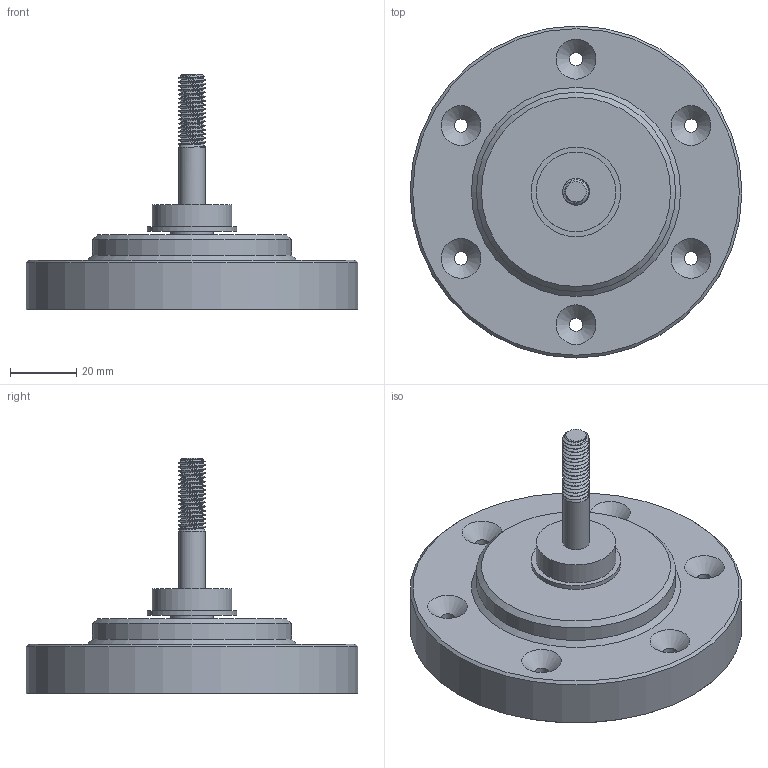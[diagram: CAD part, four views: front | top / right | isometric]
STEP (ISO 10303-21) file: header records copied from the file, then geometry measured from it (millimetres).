
FILE_DESCRIPTION(/* description */ (''),/* implementation_level */ '2;1');
FILE_NAME(/* name */ 'BASE_CENTRALE v4.step',/* time_stamp */ '2020-11-18T16:15:54+01:00',/* author */ (''),/* organization */ (''),/* preprocessor_version */ 'ST-DEVELOPER v18.1',/* originating_system */ 'Autodesk Translation Framework v9.3.0.1241',/* authorisation */ '');
FILE_SCHEMA (('AUTOMOTIVE_DESIGN { 1 0 10303 214 3 1 1 }'));
Length unit declared in the file: millimetre
Products named in the file (3): BASE_CENTRALE; 90854A415; F628Z
Assembly tree (2 placements, depth 2):
  BASE_CENTRALE
    90854A415
    F628Z
Bounding box: 100 x 100 x 71 mm (x, y, z)
Volume: 142643.1 mm3; surface area: 27218.4 mm2
Topology: 3 solids, 3 shells, 148 faces, 363 edges, 232 vertices
Faces by surface type: cylinder 49, plane 45, cone 27, bspline 27
Full cylindrical faces by diameter (mm): 4 x6, 6.376 x16, 8 x19, 13 x1, 24 x1, 27 x1, 60 x1, 100 x1
Entity records: 9967 total; most frequent: CARTESIAN_POINT 6722, ORIENTED_EDGE 726, DIRECTION 533, EDGE_CURVE 363, VERTEX_POINT 232, AXIS2_PLACEMENT_3D 184, EDGE_LOOP 175, LINE 165
